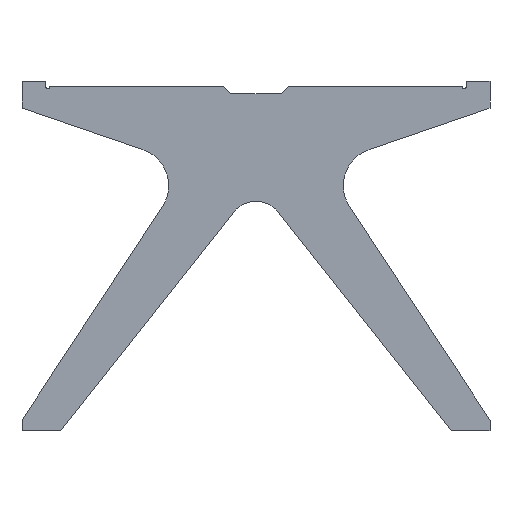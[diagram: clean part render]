
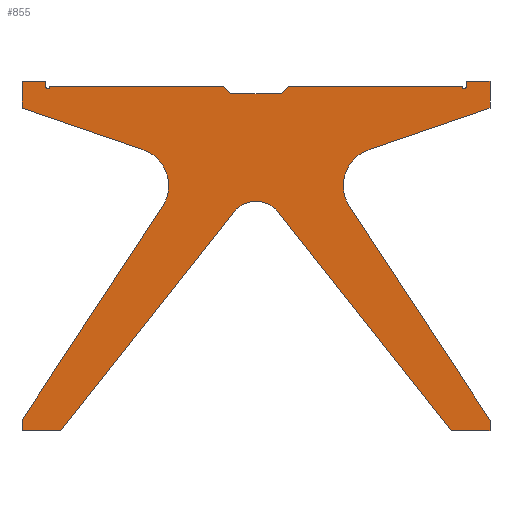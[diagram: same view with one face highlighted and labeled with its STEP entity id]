
A CAD part, left-side view. The second image highlights one B-rep face of the part: STEP entity #855.
In plain terms, the highlighted planar face has unit normal (-1, 0, 0).
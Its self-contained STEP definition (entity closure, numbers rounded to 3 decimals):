
#61=CARTESIAN_POINT('Vertex',(0.,490.,0.)) ;
#66=CARTESIAN_POINT('Line Origine',(0.,490.,11.)) ;
#70=CARTESIAN_POINT('Vertex',(0.,490.,22.)) ;
#97=CARTESIAN_POINT('Line Origine',(0.,342.938,245.365)) ;
#101=CARTESIAN_POINT('Vertex',(0.,195.876,468.731)) ;
#128=CARTESIAN_POINT('Axis2P3D Location',(0.,262.694,512.723)) ;
#132=CARTESIAN_POINT('Vertex',(0.,236.809,588.42)) ;
#159=CARTESIAN_POINT('Line Origine',(0.,363.404,631.71)) ;
#163=CARTESIAN_POINT('Vertex',(0.,490.,675.)) ;
#185=CARTESIAN_POINT('Line Origine',(0.,490.,703.)) ;
#189=CARTESIAN_POINT('Vertex',(0.,490.,731.)) ;
#216=CARTESIAN_POINT('Line Origine',(0.,465.,731.)) ;
#220=CARTESIAN_POINT('Vertex',(0.,440.,731.)) ;
#247=CARTESIAN_POINT('Line Origine',(0.,440.,725.5)) ;
#251=CARTESIAN_POINT('Vertex',(0.,440.,720.)) ;
#278=CARTESIAN_POINT('Axis2P3D Location',(0.,435.9,720.)) ;
#282=CARTESIAN_POINT('Vertex',(0.,431.8,720.)) ;
#313=CARTESIAN_POINT('Vertex',(0.,67.984,720.)) ;
#318=CARTESIAN_POINT('Line Origine',(0.,60.484,712.5)) ;
#322=CARTESIAN_POINT('Vertex',(0.,52.984,705.)) ;
#349=CARTESIAN_POINT('Line Origine',(0.,26.492,705.)) ;
#353=CARTESIAN_POINT('Vertex',(0.,0.,705.)) ;
#375=CARTESIAN_POINT('Line Origine',(0.,-26.492,705.)) ;
#379=CARTESIAN_POINT('Vertex',(0.,-52.984,705.)) ;
#406=CARTESIAN_POINT('Line Origine',(0.,-60.484,712.5)) ;
#410=CARTESIAN_POINT('Vertex',(0.,-67.984,720.)) ;
#441=CARTESIAN_POINT('Vertex',(0.,-431.8,720.)) ;
#446=CARTESIAN_POINT('Axis2P3D Location',(0.,-435.9,720.)) ;
#450=CARTESIAN_POINT('Vertex',(0.,-440.,720.)) ;
#477=CARTESIAN_POINT('Line Origine',(0.,-440.,725.5)) ;
#481=CARTESIAN_POINT('Vertex',(0.,-440.,731.)) ;
#503=CARTESIAN_POINT('Line Origine',(0.,-465.,731.)) ;
#507=CARTESIAN_POINT('Vertex',(0.,-490.,731.)) ;
#534=CARTESIAN_POINT('Line Origine',(0.,-490.,703.)) ;
#538=CARTESIAN_POINT('Vertex',(0.,-490.,675.)) ;
#565=CARTESIAN_POINT('Line Origine',(0.,-363.404,631.71)) ;
#569=CARTESIAN_POINT('Vertex',(0.,-236.809,588.42)) ;
#596=CARTESIAN_POINT('Axis2P3D Location',(0.,-262.694,512.723)) ;
#600=CARTESIAN_POINT('Vertex',(0.,-195.876,468.731)) ;
#627=CARTESIAN_POINT('Line Origine',(0.,-342.938,245.365)) ;
#631=CARTESIAN_POINT('Vertex',(0.,-490.,22.)) ;
#653=CARTESIAN_POINT('Line Origine',(0.,-490.,11.)) ;
#657=CARTESIAN_POINT('Vertex',(0.,-490.,0.)) ;
#684=CARTESIAN_POINT('Line Origine',(0.,-449.351,0.)) ;
#688=CARTESIAN_POINT('Vertex',(0.,-408.702,0.)) ;
#715=CARTESIAN_POINT('Line Origine',(0.,-227.684,228.71)) ;
#719=CARTESIAN_POINT('Vertex',(0.,-46.667,457.421)) ;
#750=CARTESIAN_POINT('Vertex',(0.,46.667,457.421)) ;
#755=CARTESIAN_POINT('Line Origine',(0.,227.684,228.71)) ;
#759=CARTESIAN_POINT('Vertex',(0.,408.702,0.)) ;
#781=CARTESIAN_POINT('Line Origine',(0.,449.351,0.)) ;
#798=CARTESIAN_POINT('Axis2P3D Location',(0.,0.,0.)) ;
#803=CARTESIAN_POINT('Axis2P3D Location',(0.,0.,420.485)) ;
#807=CARTESIAN_POINT('Vertex',(0.,0.,480.)) ;
#810=CARTESIAN_POINT('Axis2P3D Location',(0.,0.,420.485)) ;
#815=CARTESIAN_POINT('Line Origine',(0.,-249.892,720.)) ;
#820=CARTESIAN_POINT('Line Origine',(0.,249.892,720.)) ;
#67=DIRECTION('Vector Direction',(0.,0.,1.)) ;
#98=DIRECTION('Vector Direction',(0.,-0.55,0.835)) ;
#129=DIRECTION('Axis2P3D Direction',(1.,0.,0.)) ;
#160=DIRECTION('Vector Direction',(0.,-0.946,-0.324)) ;
#186=DIRECTION('Vector Direction',(0.,0.,-1.)) ;
#217=DIRECTION('Vector Direction',(0.,-1.,0.)) ;
#248=DIRECTION('Vector Direction',(0.,0.,-1.)) ;
#279=DIRECTION('Axis2P3D Direction',(1.,0.,0.)) ;
#319=DIRECTION('Vector Direction',(0.,0.707,0.707)) ;
#350=DIRECTION('Vector Direction',(0.,1.,0.)) ;
#376=DIRECTION('Vector Direction',(0.,-1.,0.)) ;
#407=DIRECTION('Vector Direction',(0.,-0.707,0.707)) ;
#447=DIRECTION('Axis2P3D Direction',(1.,0.,0.)) ;
#478=DIRECTION('Vector Direction',(0.,0.,-1.)) ;
#504=DIRECTION('Vector Direction',(0.,1.,0.)) ;
#535=DIRECTION('Vector Direction',(0.,0.,-1.)) ;
#566=DIRECTION('Vector Direction',(0.,0.946,-0.324)) ;
#597=DIRECTION('Axis2P3D Direction',(1.,0.,0.)) ;
#628=DIRECTION('Vector Direction',(0.,0.55,0.835)) ;
#654=DIRECTION('Vector Direction',(0.,0.,1.)) ;
#685=DIRECTION('Vector Direction',(0.,1.,0.)) ;
#716=DIRECTION('Vector Direction',(0.,0.621,0.784)) ;
#756=DIRECTION('Vector Direction',(0.,-0.621,0.784)) ;
#782=DIRECTION('Vector Direction',(0.,-1.,0.)) ;
#799=DIRECTION('Axis2P3D Direction',(1.,0.,0.)) ;
#800=DIRECTION('Axis2P3D XDirection',(0.,1.,0.)) ;
#804=DIRECTION('Axis2P3D Direction',(1.,0.,0.)) ;
#811=DIRECTION('Axis2P3D Direction',(1.,0.,0.)) ;
#816=DIRECTION('Vector Direction',(0.,-1.,0.)) ;
#821=DIRECTION('Vector Direction',(0.,1.,0.)) ;
#130=AXIS2_PLACEMENT_3D('Circle Axis2P3D',#128,#129,$) ;
#280=AXIS2_PLACEMENT_3D('Circle Axis2P3D',#278,#279,$) ;
#448=AXIS2_PLACEMENT_3D('Circle Axis2P3D',#446,#447,$) ;
#598=AXIS2_PLACEMENT_3D('Circle Axis2P3D',#596,#597,$) ;
#801=AXIS2_PLACEMENT_3D('Plane Axis2P3D',#798,#799,#800) ;
#805=AXIS2_PLACEMENT_3D('Circle Axis2P3D',#803,#804,$) ;
#812=AXIS2_PLACEMENT_3D('Circle Axis2P3D',#810,#811,$) ;
#826=ORIENTED_EDGE('',*,*,#785,.F.) ;
#827=ORIENTED_EDGE('',*,*,#761,.F.) ;
#828=ORIENTED_EDGE('',*,*,#809,.F.) ;
#829=ORIENTED_EDGE('',*,*,#814,.F.) ;
#830=ORIENTED_EDGE('',*,*,#721,.F.) ;
#831=ORIENTED_EDGE('',*,*,#690,.F.) ;
#832=ORIENTED_EDGE('',*,*,#659,.F.) ;
#833=ORIENTED_EDGE('',*,*,#633,.F.) ;
#834=ORIENTED_EDGE('',*,*,#602,.F.) ;
#835=ORIENTED_EDGE('',*,*,#571,.F.) ;
#836=ORIENTED_EDGE('',*,*,#540,.F.) ;
#837=ORIENTED_EDGE('',*,*,#509,.F.) ;
#838=ORIENTED_EDGE('',*,*,#483,.F.) ;
#839=ORIENTED_EDGE('',*,*,#452,.F.) ;
#840=ORIENTED_EDGE('',*,*,#819,.F.) ;
#841=ORIENTED_EDGE('',*,*,#412,.F.) ;
#842=ORIENTED_EDGE('',*,*,#381,.F.) ;
#843=ORIENTED_EDGE('',*,*,#355,.F.) ;
#844=ORIENTED_EDGE('',*,*,#324,.F.) ;
#845=ORIENTED_EDGE('',*,*,#824,.F.) ;
#846=ORIENTED_EDGE('',*,*,#284,.F.) ;
#847=ORIENTED_EDGE('',*,*,#253,.F.) ;
#848=ORIENTED_EDGE('',*,*,#222,.F.) ;
#849=ORIENTED_EDGE('',*,*,#191,.F.) ;
#850=ORIENTED_EDGE('',*,*,#165,.F.) ;
#851=ORIENTED_EDGE('',*,*,#134,.F.) ;
#852=ORIENTED_EDGE('',*,*,#103,.F.) ;
#853=ORIENTED_EDGE('',*,*,#72,.F.) ;
#68=VECTOR('Line Direction',#67,1.) ;
#99=VECTOR('Line Direction',#98,1.) ;
#161=VECTOR('Line Direction',#160,1.) ;
#187=VECTOR('Line Direction',#186,1.) ;
#218=VECTOR('Line Direction',#217,1.) ;
#249=VECTOR('Line Direction',#248,1.) ;
#320=VECTOR('Line Direction',#319,1.) ;
#351=VECTOR('Line Direction',#350,1.) ;
#377=VECTOR('Line Direction',#376,1.) ;
#408=VECTOR('Line Direction',#407,1.) ;
#479=VECTOR('Line Direction',#478,1.) ;
#505=VECTOR('Line Direction',#504,1.) ;
#536=VECTOR('Line Direction',#535,1.) ;
#567=VECTOR('Line Direction',#566,1.) ;
#629=VECTOR('Line Direction',#628,1.) ;
#655=VECTOR('Line Direction',#654,1.) ;
#686=VECTOR('Line Direction',#685,1.) ;
#717=VECTOR('Line Direction',#716,1.) ;
#757=VECTOR('Line Direction',#756,1.) ;
#783=VECTOR('Line Direction',#782,1.) ;
#817=VECTOR('Line Direction',#816,1.) ;
#822=VECTOR('Line Direction',#821,1.) ;
#855=ADVANCED_FACE('Corps principal',(#854),#802,.F.) ;
#131=CIRCLE('generated circle',#130,80.) ;
#281=CIRCLE('generated circle',#280,4.1) ;
#449=CIRCLE('generated circle',#448,4.1) ;
#599=CIRCLE('generated circle',#598,80.) ;
#806=CIRCLE('generated circle',#805,59.515) ;
#813=CIRCLE('generated circle',#812,59.515) ;
#72=EDGE_CURVE('',#62,#71,#69,.T.) ;
#103=EDGE_CURVE('',#71,#102,#100,.T.) ;
#134=EDGE_CURVE('',#102,#133,#131,.F.) ;
#165=EDGE_CURVE('',#133,#164,#162,.F.) ;
#191=EDGE_CURVE('',#164,#190,#188,.F.) ;
#222=EDGE_CURVE('',#190,#221,#219,.T.) ;
#253=EDGE_CURVE('',#221,#252,#250,.T.) ;
#284=EDGE_CURVE('',#252,#283,#281,.F.) ;
#324=EDGE_CURVE('',#314,#323,#321,.F.) ;
#355=EDGE_CURVE('',#323,#354,#352,.F.) ;
#381=EDGE_CURVE('',#354,#380,#378,.T.) ;
#412=EDGE_CURVE('',#380,#411,#409,.T.) ;
#452=EDGE_CURVE('',#442,#451,#449,.F.) ;
#483=EDGE_CURVE('',#451,#482,#480,.F.) ;
#509=EDGE_CURVE('',#482,#508,#506,.F.) ;
#540=EDGE_CURVE('',#508,#539,#537,.T.) ;
#571=EDGE_CURVE('',#539,#570,#568,.T.) ;
#602=EDGE_CURVE('',#570,#601,#599,.F.) ;
#633=EDGE_CURVE('',#601,#632,#630,.F.) ;
#659=EDGE_CURVE('',#632,#658,#656,.F.) ;
#690=EDGE_CURVE('',#658,#689,#687,.T.) ;
#721=EDGE_CURVE('',#689,#720,#718,.T.) ;
#761=EDGE_CURVE('',#751,#760,#758,.F.) ;
#785=EDGE_CURVE('',#760,#62,#784,.F.) ;
#809=EDGE_CURVE('',#808,#751,#806,.F.) ;
#814=EDGE_CURVE('',#720,#808,#813,.F.) ;
#819=EDGE_CURVE('',#411,#442,#818,.T.) ;
#824=EDGE_CURVE('',#283,#314,#823,.F.) ;
#825=EDGE_LOOP('',(#826,#827,#828,#829,#830,#831,#832,#833,#834,#835,#836,#837,#838,#839,#840,#841,#842,#843,#844,#845,#846,#847,#848,#849,#850,#851,#852,#853)) ;
#854=FACE_OUTER_BOUND('',#825,.T.) ;
#69=LINE('Line',#66,#68) ;
#100=LINE('Line',#97,#99) ;
#162=LINE('Line',#159,#161) ;
#188=LINE('Line',#185,#187) ;
#219=LINE('Line',#216,#218) ;
#250=LINE('Line',#247,#249) ;
#321=LINE('Line',#318,#320) ;
#352=LINE('Line',#349,#351) ;
#378=LINE('Line',#375,#377) ;
#409=LINE('Line',#406,#408) ;
#480=LINE('Line',#477,#479) ;
#506=LINE('Line',#503,#505) ;
#537=LINE('Line',#534,#536) ;
#568=LINE('Line',#565,#567) ;
#630=LINE('Line',#627,#629) ;
#656=LINE('Line',#653,#655) ;
#687=LINE('Line',#684,#686) ;
#718=LINE('Line',#715,#717) ;
#758=LINE('Line',#755,#757) ;
#784=LINE('Line',#781,#783) ;
#818=LINE('Line',#815,#817) ;
#823=LINE('Line',#820,#822) ;
#802=PLANE('Plane',#801) ;
#62=VERTEX_POINT('',#61) ;
#71=VERTEX_POINT('',#70) ;
#102=VERTEX_POINT('',#101) ;
#133=VERTEX_POINT('',#132) ;
#164=VERTEX_POINT('',#163) ;
#190=VERTEX_POINT('',#189) ;
#221=VERTEX_POINT('',#220) ;
#252=VERTEX_POINT('',#251) ;
#283=VERTEX_POINT('',#282) ;
#314=VERTEX_POINT('',#313) ;
#323=VERTEX_POINT('',#322) ;
#354=VERTEX_POINT('',#353) ;
#380=VERTEX_POINT('',#379) ;
#411=VERTEX_POINT('',#410) ;
#442=VERTEX_POINT('',#441) ;
#451=VERTEX_POINT('',#450) ;
#482=VERTEX_POINT('',#481) ;
#508=VERTEX_POINT('',#507) ;
#539=VERTEX_POINT('',#538) ;
#570=VERTEX_POINT('',#569) ;
#601=VERTEX_POINT('',#600) ;
#632=VERTEX_POINT('',#631) ;
#658=VERTEX_POINT('',#657) ;
#689=VERTEX_POINT('',#688) ;
#720=VERTEX_POINT('',#719) ;
#751=VERTEX_POINT('',#750) ;
#760=VERTEX_POINT('',#759) ;
#808=VERTEX_POINT('',#807) ;
